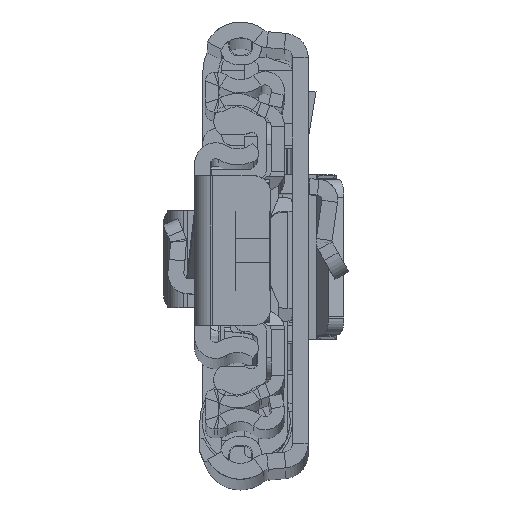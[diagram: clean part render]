
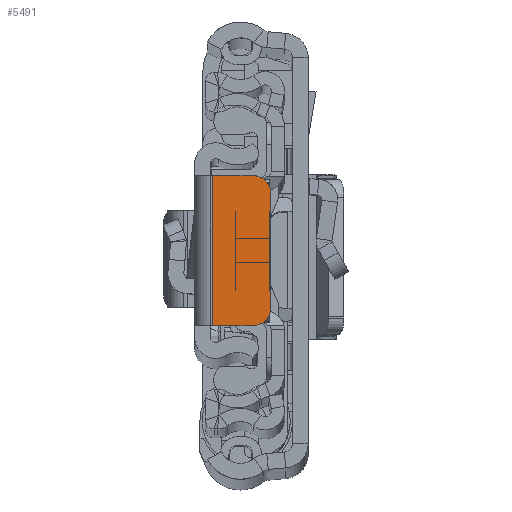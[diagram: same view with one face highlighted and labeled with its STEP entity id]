
A CAD part, top view. The second image highlights one B-rep face of the part: STEP entity #5491.
In plain terms, the highlighted planar face has unit normal (0, 0, 1).
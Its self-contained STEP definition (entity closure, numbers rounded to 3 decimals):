
#40 = DIRECTION ( 'NONE',  ( -1., 0., 0. ) ) ;
#141 = ORIENTED_EDGE ( 'NONE', *, *, #6165, .T. ) ;
#158 = LINE ( 'NONE', #13003, #39312 ) ;
#304 = ORIENTED_EDGE ( 'NONE', *, *, #14169, .T. ) ;
#364 = AXIS2_PLACEMENT_3D ( 'NONE', #7326, #17753, #30529 ) ;
#2400 = AXIS2_PLACEMENT_3D ( 'NONE', #32136, #19559, #35902 ) ;
#2712 = CARTESIAN_POINT ( 'NONE',  ( -6.65, -8.5, 0. ) ) ;
#3638 = DIRECTION ( 'NONE',  ( 1., 0., 0. ) ) ;
#5169 = VERTEX_POINT ( 'NONE', #17439 ) ;
#5491 = ADVANCED_FACE ( 'NONE', ( #33682 ), #16974, .F. ) ;
#6165 = EDGE_CURVE ( 'NONE', #30092, #29981, #158, .T. ) ;
#6605 = CARTESIAN_POINT ( 'NONE',  ( 0., -8.5, 0. ) ) ;
#6774 = CARTESIAN_POINT ( 'NONE',  ( -6.65, 6.5, 0. ) ) ;
#7326 = CARTESIAN_POINT ( 'NONE',  ( 0., 0., 0. ) ) ;
#8130 = CARTESIAN_POINT ( 'NONE',  ( -8.65, -6.5, 0. ) ) ;
#10093 = EDGE_LOOP ( 'NONE', ( #141, #16743, #29590, #13657, #27241, #304 ) ) ;
#10165 = VERTEX_POINT ( 'NONE', #36919 ) ;
#11059 = VERTEX_POINT ( 'NONE', #12035 ) ;
#11479 = VERTEX_POINT ( 'NONE', #2712 ) ;
#12035 = CARTESIAN_POINT ( 'NONE',  ( -2.05, -8.5, 0. ) ) ;
#13003 = CARTESIAN_POINT ( 'NONE',  ( -8.65, 0., 0. ) ) ;
#13657 = ORIENTED_EDGE ( 'NONE', *, *, #38990, .F. ) ;
#14169 = EDGE_CURVE ( 'NONE', #5169, #30092, #14207, .T. ) ;
#14207 = CIRCLE ( 'NONE', #24897, 2. ) ;
#16073 = VECTOR ( 'NONE', #40, 1000. ) ;
#16552 = EDGE_CURVE ( 'NONE', #10165, #5169, #35508, .T. ) ;
#16743 = ORIENTED_EDGE ( 'NONE', *, *, #41110, .T. ) ;
#16974 = PLANE ( 'NONE',  #364 ) ;
#17439 = CARTESIAN_POINT ( 'NONE',  ( -6.65, 8.5, 0. ) ) ;
#17753 = DIRECTION ( 'NONE',  ( 0., 0., -1. ) ) ;
#19556 = DIRECTION ( 'NONE',  ( -1., 0., 0. ) ) ;
#19559 = DIRECTION ( 'NONE',  ( 0., 0., 1. ) ) ;
#19590 = LINE ( 'NONE', #6605, #21556 ) ;
#21556 = VECTOR ( 'NONE', #3638, 1000. ) ;
#22552 = CIRCLE ( 'NONE', #2400, 2. ) ;
#24897 = AXIS2_PLACEMENT_3D ( 'NONE', #6774, #28999, #19556 ) ;
#25620 = VECTOR ( 'NONE', #26610, 1000. ) ;
#26610 = DIRECTION ( 'NONE',  ( 0., -1., 0. ) ) ;
#27241 = ORIENTED_EDGE ( 'NONE', *, *, #16552, .T. ) ;
#28938 = CARTESIAN_POINT ( 'NONE',  ( -2.05, -8.5, 0. ) ) ;
#28999 = DIRECTION ( 'NONE',  ( 0., 0., 1. ) ) ;
#29332 = DIRECTION ( 'NONE',  ( 0., -1., 0. ) ) ;
#29590 = ORIENTED_EDGE ( 'NONE', *, *, #38573, .T. ) ;
#29981 = VERTEX_POINT ( 'NONE', #8130 ) ;
#30092 = VERTEX_POINT ( 'NONE', #37474 ) ;
#30529 = DIRECTION ( 'NONE',  ( -1., 0., 0. ) ) ;
#32136 = CARTESIAN_POINT ( 'NONE',  ( -6.65, -6.5, 0. ) ) ;
#33682 = FACE_OUTER_BOUND ( 'NONE', #10093, .T. ) ;
#35082 = CARTESIAN_POINT ( 'NONE',  ( 0., 8.5, 0. ) ) ;
#35508 = LINE ( 'NONE', #35082, #16073 ) ;
#35902 = DIRECTION ( 'NONE',  ( -1., 0., 0. ) ) ;
#36919 = CARTESIAN_POINT ( 'NONE',  ( -2.05, 8.5, 0. ) ) ;
#37474 = CARTESIAN_POINT ( 'NONE',  ( -8.65, 6.5, 0. ) ) ;
#38573 = EDGE_CURVE ( 'NONE', #11479, #11059, #19590, .T. ) ;
#38990 = EDGE_CURVE ( 'NONE', #10165, #11059, #39395, .T. ) ;
#39312 = VECTOR ( 'NONE', #29332, 1000. ) ;
#39395 = LINE ( 'NONE', #28938, #25620 ) ;
#41110 = EDGE_CURVE ( 'NONE', #29981, #11479, #22552, .T. ) ;
